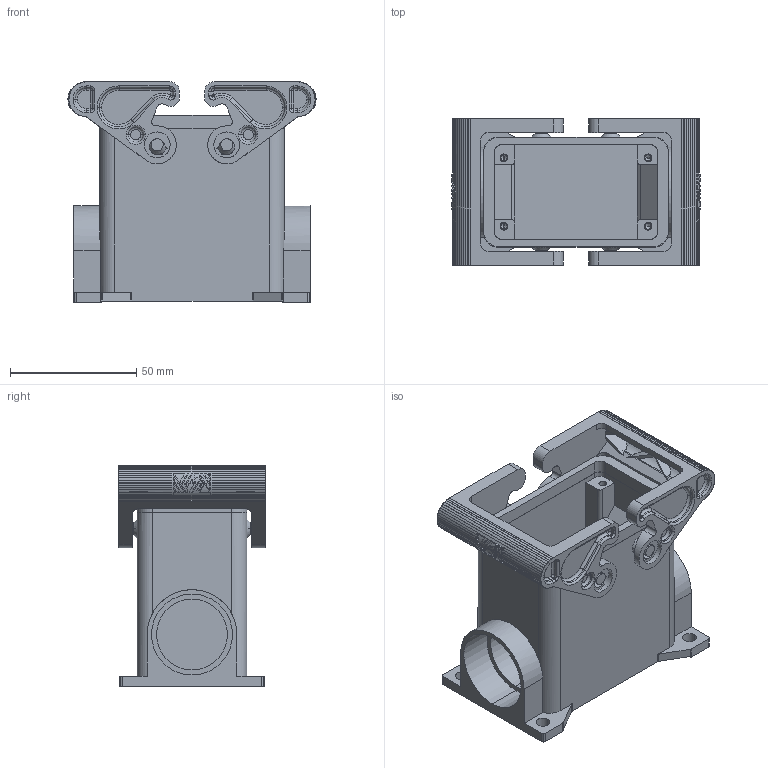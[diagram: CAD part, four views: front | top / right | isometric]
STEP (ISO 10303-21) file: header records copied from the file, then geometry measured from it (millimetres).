
FILE_DESCRIPTION(('CoCreate Modeling STEP Export'),'2;1');
FILE_NAME('MAPN 10.32.stp','2011-04-19T13:30:29',(''),(''),'CoCreate Modeling STEP processor for AP214 (Solid Model)','CoCreate Modeling 16.00A 16-Aug-2008 (C) Parametric Technology GmbH','');
FILE_SCHEMA(('AUTOMOTIVE_DESIGN { 1 0 10303 214 1 1 1 1 }'));
Length unit declared in the file: millimetre
Products named in the file (2): MAPN_10.32
Assembly tree (1 placements, depth 2):
  MAPN_10.32
    MAPN_10.32
Bounding box: 98.1 x 58 x 87.3 mm (x, y, z)
Surface area: 61052.2 mm2 (no closed solid volume)
Topology: 0 solids, 1 shells, 918 faces, 2522 edges, 1616 vertices
Faces by surface type: plane 436, cylinder 372, torus 90, cone 16, sphere 4
Entity records: 33586 total; most frequent: ORIENTED_EDGE 5012, CARTESIAN_POINT 4511, DIRECTION 4226, EDGE_CURVE 2506, VERTEX_POINT 1616, AXIS2_PLACEMENT_3D 1487, VECTOR 1252, LINE 1252
